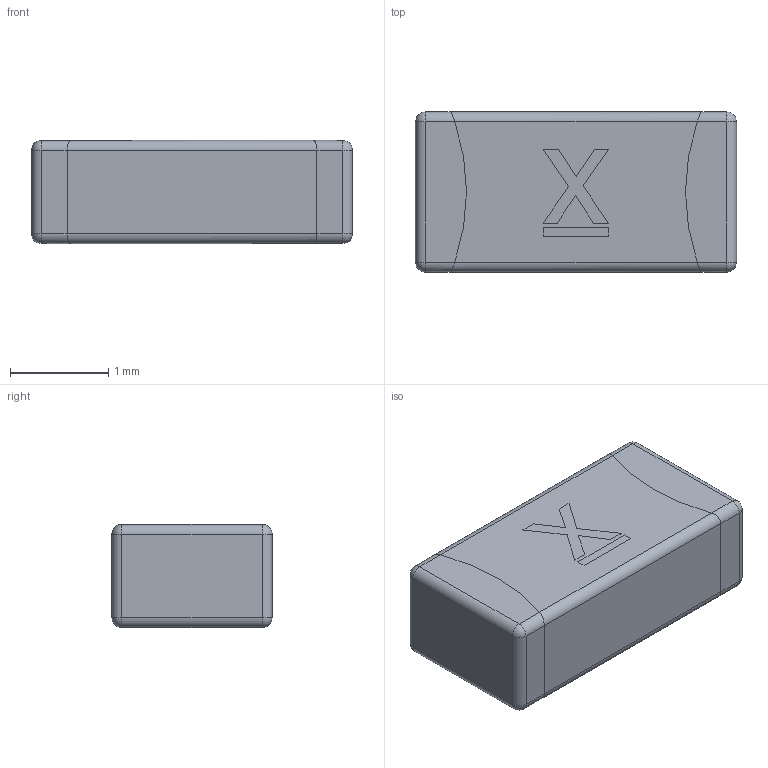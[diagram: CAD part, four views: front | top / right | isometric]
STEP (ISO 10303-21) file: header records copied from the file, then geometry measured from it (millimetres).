
FILE_DESCRIPTION(/* description */ (''),/* implementation_level */ '2;1');
FILE_NAME(/* name */ '1.stp',/* time_stamp */ '2021-06-10T12:58:08+02:00',/* author */ ('Karim'),/* organization */ (''),/* preprocessor_version */ 'ST-DEVELOPER v15.6',/* originating_system */ 'Autodesk Inventor 2015',/* authorisation */ '');
FILE_SCHEMA (('AUTOMOTIVE_DESIGN { 1 0 10303 214 3 1 1 }'));
Length unit declared in the file: millimetre
Products named in the file (5): 1; 2; 3; 4
Bounding box: 3.27 x 1.63 x 1.05 mm (x, y, z)
Volume: 5.5 mm3; surface area: 35.5 mm2
Topology: 6 solids, 6 shells, 92 faces, 210 edges, 132 vertices
Faces by surface type: plane 58, cylinder 26, sphere 8
Entity records: 2776 total; most frequent: CARTESIAN_POINT 587, DIRECTION 432, ORIENTED_EDGE 420, EDGE_CURVE 210, LINE 158, VECTOR 158, AXIS2_PLACEMENT_3D 137, VERTEX_POINT 132
